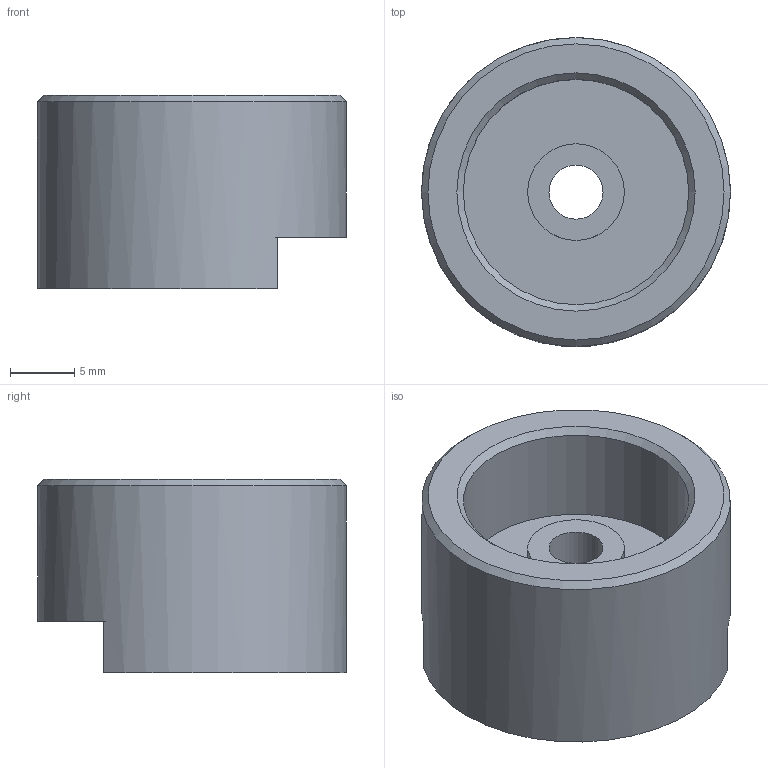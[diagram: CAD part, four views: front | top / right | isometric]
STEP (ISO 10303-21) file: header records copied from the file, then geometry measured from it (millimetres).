
FILE_DESCRIPTION(/* description */ (''),/* implementation_level */ '2;1');
FILE_NAME(/* name */ 'rigid-bed-spacers-v2.1.step',/* time_stamp */ '2025-05-27T09:27:16-07:00',/* author */ (''),/* organization */ (''),/* preprocessor_version */ 'ST-DEVELOPER v20.1',/* originating_system */ 'Autodesk Translation Framework v14.10.0.0',/* authorisation */ '');
FILE_SCHEMA (('AUTOMOTIVE_DESIGN { 1 0 10303 214 3 1 1 }'));
Length unit declared in the file: millimetre
Products named in the file (1): rigid-bed-spacers-v2
Bounding box: 24 x 24 x 15 mm (x, y, z)
Volume: 3295.9 mm3; surface area: 2507.5 mm2
Topology: 1 solids, 1 shells, 15 faces, 31 edges, 20 vertices
Faces by surface type: plane 7, cylinder 6, cone 2
Full cylindrical faces by diameter (mm): 4.2 x1, 7.5 x1, 17.5 x1, 24 x1
Entity records: 442 total; most frequent: DIRECTION 79, CARTESIAN_POINT 67, ORIENTED_EDGE 62, AXIS2_PLACEMENT_3D 32, EDGE_CURVE 31, VERTEX_POINT 20, EDGE_LOOP 19, CIRCLE 16
